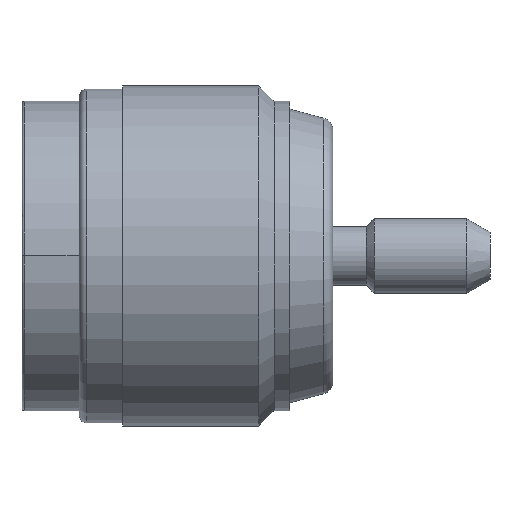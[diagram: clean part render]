
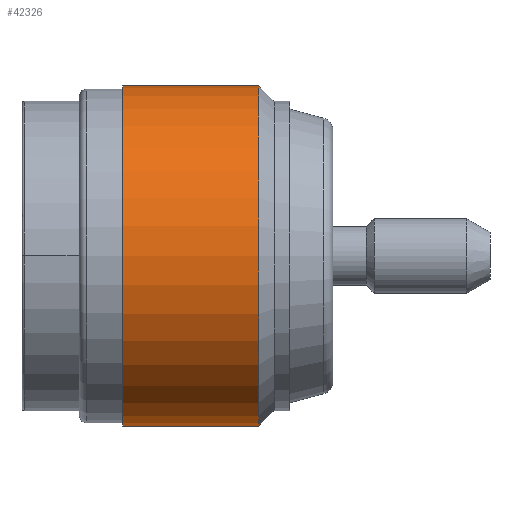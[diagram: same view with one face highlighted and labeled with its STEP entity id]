
A CAD part, top view. The second image highlights one B-rep face of the part: STEP entity #42326.
In plain terms, the highlighted cylindrical face has radius 11 mm (diameter 22 mm), a partial arc.
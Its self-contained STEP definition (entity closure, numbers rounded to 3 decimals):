
#5214=CARTESIAN_POINT('',(2.7,-3.2,0.));
#5215=DIRECTION('',(1.,0.,0.));
#5216=DIRECTION('',(0.,1.,0.));
#5217=AXIS2_PLACEMENT_3D('',#5214,#5215,#5216);
#5232=DIRECTION('',(-1.,0.,0.));
#5233=VECTOR('',#5232,8.8);
#5234=CARTESIAN_POINT('',(2.7,7.8,0.));
#5235=LINE('',#5234,#5233);
#5236=DIRECTION('',(-1.,0.,0.));
#5237=VECTOR('',#5236,8.8);
#5238=CARTESIAN_POINT('',(2.7,-14.2,0.));
#5239=LINE('',#5238,#5237);
#5245=CARTESIAN_POINT('',(-6.1,-3.2,0.));
#5246=DIRECTION('',(1.,0.,0.));
#5247=DIRECTION('',(0.,1.,0.));
#5248=AXIS2_PLACEMENT_3D('',#5245,#5246,#5247);
#30871=CARTESIAN_POINT('',(-6.1,7.8,0.));
#30872=CARTESIAN_POINT('',(-6.1,-14.2,0.));
#30873=VERTEX_POINT('',#30871);
#30874=VERTEX_POINT('',#30872);
#30935=CARTESIAN_POINT('',(2.7,7.8,0.));
#30936=CARTESIAN_POINT('',(2.7,-14.2,0.));
#30937=VERTEX_POINT('',#30935);
#30938=VERTEX_POINT('',#30936);
#42312=CARTESIAN_POINT('',(4.33,-3.2,0.));
#42313=DIRECTION('',(-1.,0.,0.));
#42314=DIRECTION('',(0.,1.,0.));
#42315=AXIS2_PLACEMENT_3D('',#42312,#42313,#42314);
#42316=CYLINDRICAL_SURFACE('',#42315,11.);
#42318=ORIENTED_EDGE('',*,*,#42317,.F.);
#42319=ORIENTED_EDGE('',*,*,#42302,.T.);
#42321=ORIENTED_EDGE('',*,*,#42320,.T.);
#42323=ORIENTED_EDGE('',*,*,#42322,.F.);
#42324=EDGE_LOOP('',(#42318,#42319,#42321,#42323));
#42325=FACE_OUTER_BOUND('',#42324,.F.);
#42326=ADVANCED_FACE('',(#42325),#42316,.T.);
#5218=CIRCLE('',#5217,11.);
#5249=CIRCLE('',#5248,11.);
#42302=EDGE_CURVE('',#30937,#30938,#5218,.T.);
#42317=EDGE_CURVE('',#30937,#30873,#5235,.T.);
#42320=EDGE_CURVE('',#30938,#30874,#5239,.T.);
#42322=EDGE_CURVE('',#30873,#30874,#5249,.T.);
